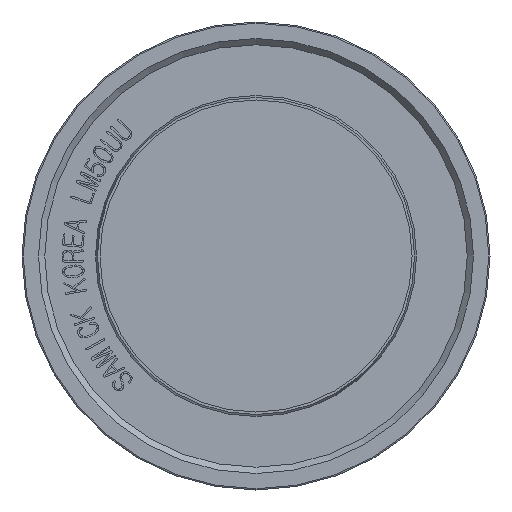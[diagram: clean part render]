
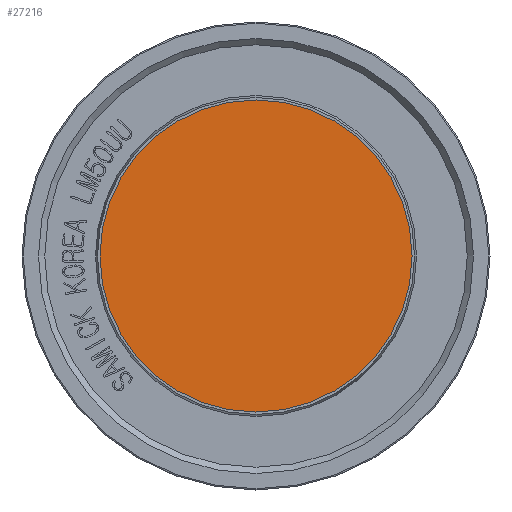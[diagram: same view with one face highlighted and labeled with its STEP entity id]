
A CAD part, front view. The second image highlights one B-rep face of the part: STEP entity #27216.
In plain terms, the highlighted planar face has unit normal (0, -1, 0).
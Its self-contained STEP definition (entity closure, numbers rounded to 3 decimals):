
#27185=CARTESIAN_POINT('',(-25.0,-75.0,0.));
#27186=VERTEX_POINT('',#27185);
#27187=CARTESIAN_POINT('',(0.0,-75.0,0.0));
#27188=DIRECTION('',(0.0,1.0,0.0));
#27189=DIRECTION('',(1.0,0.0,0.0));
#27190=AXIS2_PLACEMENT_3D('',#27187,#27188,#27189);
#27191=CIRCLE('',#27190,25.0);
#27192=EDGE_CURVE('',#27186,#27186,#27191,.T.);
#27208=CARTESIAN_POINT('',(0.0,-75.0,0.0));
#27209=DIRECTION('',(0.0,-1.0,0.0));
#27210=DIRECTION('',(0.0,0.0,-1.0));
#27211=AXIS2_PLACEMENT_3D('',#27208,#27209,#27210);
#27212=PLANE('',#27211);
#27213=ORIENTED_EDGE('',*,*,#27192,.F.);
#27214=EDGE_LOOP('',(#27213));
#27215=FACE_OUTER_BOUND('',#27214,.T.);
#27216=ADVANCED_FACE('',(#27215),#27212,.T.);
